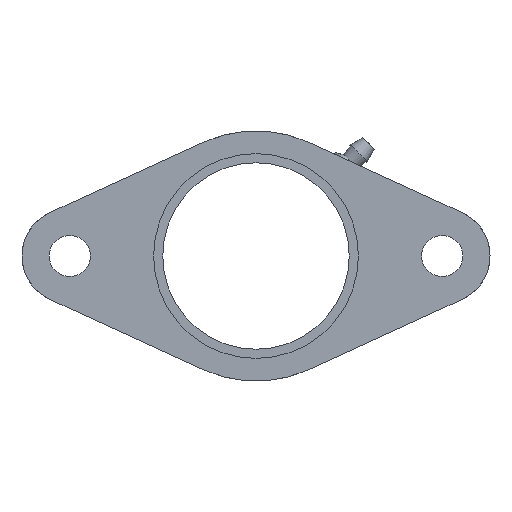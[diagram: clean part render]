
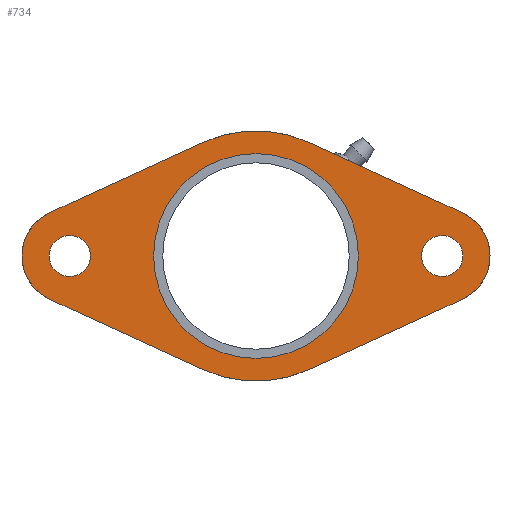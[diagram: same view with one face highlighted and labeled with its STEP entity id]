
A CAD part, left-side view. The second image highlights one B-rep face of the part: STEP entity #734.
In plain terms, the highlighted planar face has unit normal (-1, 0, 0).
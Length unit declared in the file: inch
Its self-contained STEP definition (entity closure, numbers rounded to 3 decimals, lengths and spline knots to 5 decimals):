
#26=PLANE('',#837);
#59=LINE('',#1305,#97);
#61=LINE('',#1308,#99);
#67=LINE('',#1320,#105);
#68=LINE('',#1322,#106);
#97=VECTOR('',#992,39.37008);
#99=VECTOR('',#996,39.37008);
#105=VECTOR('',#1014,39.37008);
#106=VECTOR('',#1017,39.37008);
#167=FACE_BOUND('',#266,.T.);
#168=FACE_BOUND('',#267,.T.);
#169=FACE_BOUND('',#268,.T.);
#200=FACE_OUTER_BOUND('',#265,.T.);
#265=EDGE_LOOP('',(#605,#606,#607,#608,#609,#610,#611,#612));
#266=EDGE_LOOP('',(#613));
#267=EDGE_LOOP('',(#614));
#268=EDGE_LOOP('',(#615));
#302=CIRCLE('',#791,1.1875);
#306=CIRCLE('',#795,1.1875);
#311=CIRCLE('',#802,0.19531);
#312=CIRCLE('',#804,0.45313);
#316=CIRCLE('',#809,0.97146);
#319=CIRCLE('',#813,0.19531);
#323=CIRCLE('',#818,0.45313);
#354=VERTEX_POINT('',#1177);
#355=VERTEX_POINT('',#1179);
#362=VERTEX_POINT('',#1193);
#363=VERTEX_POINT('',#1195);
#368=VERTEX_POINT('',#1208);
#369=VERTEX_POINT('',#1211);
#370=VERTEX_POINT('',#1212);
#377=VERTEX_POINT('',#1228);
#380=VERTEX_POINT('',#1235);
#381=VERTEX_POINT('',#1238);
#388=VERTEX_POINT('',#1251);
#424=EDGE_CURVE('',#355,#354,#302,.T.);
#432=EDGE_CURVE('',#363,#362,#306,.T.);
#438=EDGE_CURVE('',#368,#368,#311,.T.);
#439=EDGE_CURVE('',#369,#370,#312,.T.);
#447=EDGE_CURVE('',#377,#377,#316,.T.);
#450=EDGE_CURVE('',#380,#380,#319,.T.);
#458=EDGE_CURVE('',#381,#388,#323,.T.);
#465=EDGE_CURVE('',#370,#355,#59,.T.);
#467=EDGE_CURVE('',#354,#381,#61,.T.);
#473=EDGE_CURVE('',#388,#363,#67,.T.);
#474=EDGE_CURVE('',#362,#369,#68,.T.);
#605=ORIENTED_EDGE('',*,*,#467,.T.);
#606=ORIENTED_EDGE('',*,*,#458,.T.);
#607=ORIENTED_EDGE('',*,*,#473,.T.);
#608=ORIENTED_EDGE('',*,*,#432,.T.);
#609=ORIENTED_EDGE('',*,*,#474,.T.);
#610=ORIENTED_EDGE('',*,*,#439,.T.);
#611=ORIENTED_EDGE('',*,*,#465,.T.);
#612=ORIENTED_EDGE('',*,*,#424,.T.);
#613=ORIENTED_EDGE('',*,*,#450,.T.);
#614=ORIENTED_EDGE('',*,*,#447,.T.);
#615=ORIENTED_EDGE('',*,*,#438,.T.);
#734=ADVANCED_FACE('',(#200,#167,#168,#169),#26,.F.);
#791=AXIS2_PLACEMENT_3D('',#1180,#900,#901);
#795=AXIS2_PLACEMENT_3D('',#1196,#912,#913);
#802=AXIS2_PLACEMENT_3D('',#1209,#927,#928);
#804=AXIS2_PLACEMENT_3D('',#1213,#931,#932);
#809=AXIS2_PLACEMENT_3D('',#1229,#945,#946);
#813=AXIS2_PLACEMENT_3D('',#1236,#953,#954);
#818=AXIS2_PLACEMENT_3D('',#1253,#967,#968);
#837=AXIS2_PLACEMENT_3D('',#1321,#1015,#1016);
#900=DIRECTION('center_axis',(-1.,0.,0.));
#901=DIRECTION('ref_axis',(0.,-0.416,0.909));
#912=DIRECTION('center_axis',(-1.,0.,0.));
#913=DIRECTION('ref_axis',(0.,0.416,-0.909));
#927=DIRECTION('center_axis',(1.,0.,0.));
#928=DIRECTION('ref_axis',(0.,0.,-1.));
#931=DIRECTION('center_axis',(-1.,0.,0.));
#932=DIRECTION('ref_axis',(0.,-1.,0.));
#945=DIRECTION('center_axis',(1.,0.,0.));
#946=DIRECTION('ref_axis',(0.,0.,-1.));
#953=DIRECTION('center_axis',(1.,0.,0.));
#954=DIRECTION('ref_axis',(0.,0.,1.));
#967=DIRECTION('center_axis',(-1.,0.,0.));
#968=DIRECTION('ref_axis',(0.,0.416,0.909));
#992=DIRECTION('',(0.,0.909,0.416));
#996=DIRECTION('',(0.,0.909,-0.416));
#1014=DIRECTION('',(0.,-0.909,-0.416));
#1015=DIRECTION('center_axis',(1.,0.,0.));
#1016=DIRECTION('ref_axis',(0.,0.,1.));
#1017=DIRECTION('',(0.,-0.909,0.416));
#1177=CARTESIAN_POINT('',(0.,0.49392,1.07991));
#1179=CARTESIAN_POINT('',(0.,-0.49392,1.07991));
#1180=CARTESIAN_POINT('Origin',(0.,0.,
0.));
#1193=CARTESIAN_POINT('',(0.,-0.49392,-1.07991));
#1195=CARTESIAN_POINT('',(0.,0.49392,-1.07991));
#1196=CARTESIAN_POINT('Origin',(0.,0.,
0.));
#1208=CARTESIAN_POINT('',(0.,-1.76563,-0.19531));
#1209=CARTESIAN_POINT('Origin',(0.,-1.76563,0.));
#1211=CARTESIAN_POINT('',(0.,-1.95409,-0.41207));
#1212=CARTESIAN_POINT('',(0.,-1.95409,0.41207));
#1213=CARTESIAN_POINT('Origin',(0.,-1.76563,
0.));
#1228=CARTESIAN_POINT('',(0.,0.,-0.97146));
#1229=CARTESIAN_POINT('Origin',(0.,0.,0.));
#1235=CARTESIAN_POINT('',(0.,1.76563,0.19531));
#1236=CARTESIAN_POINT('Origin',(0.,1.76563,0.));
#1238=CARTESIAN_POINT('',(0.,1.95409,0.41207));
#1251=CARTESIAN_POINT('',(0.,1.95409,-0.41207));
#1253=CARTESIAN_POINT('Origin',(0.,1.76563,0.));
#1305=CARTESIAN_POINT('',(0.,-1.95409,0.41207));
#1308=CARTESIAN_POINT('',(0.,0.49392,1.07991));
#1320=CARTESIAN_POINT('',(0.,1.95409,-0.41207));
#1321=CARTESIAN_POINT('Origin',(0.,-0.00129,
0.));
#1322=CARTESIAN_POINT('',(0.,-0.49392,-1.07991));
